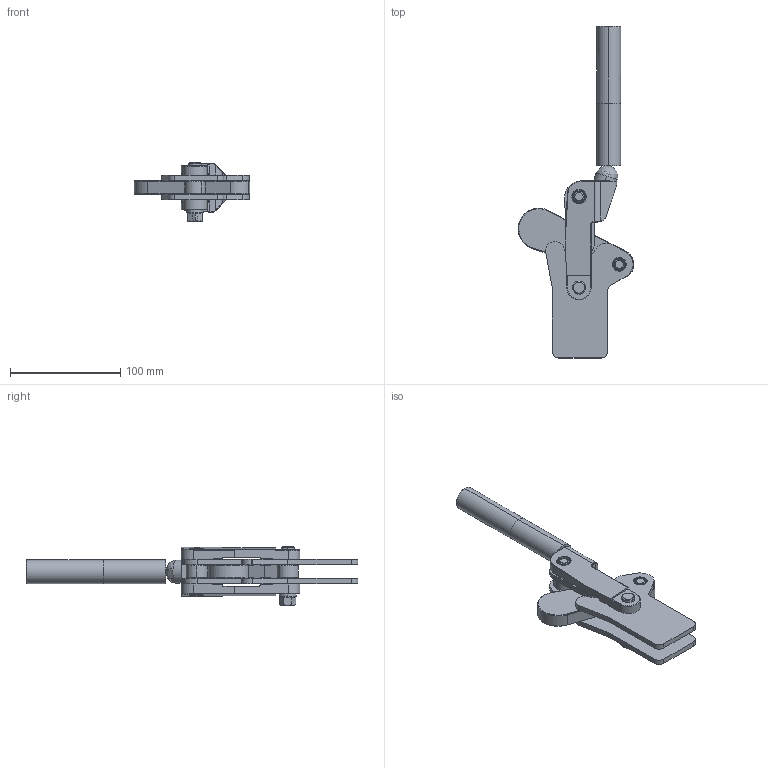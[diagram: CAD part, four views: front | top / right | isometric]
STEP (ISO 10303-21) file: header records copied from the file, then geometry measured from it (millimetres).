
FILE_DESCRIPTION (( 'STEP AP203' ), '1' );
FILE_NAME ('CH-70515.STEP', '2017-12-09T02:05:18', ( 'Windows' ), ( 'Microsoft' ), 'SwSTEP 2.0', 'SolidWorks 2015', '' );
FILE_SCHEMA (( 'CONFIG_CONTROL_DESIGN' ));
Length unit declared in the file: millimetre
Products named in the file (13): CH-70515; 70510-09; 70510-10; 70510-05; 70510-12; 70510-08; 70515-02; 70510-11; 70510-03; 70510-13; 70510-04; 3-8-16; 70510-07
Assembly tree (21 placements, depth 2):
  CH-70515
    70515-02
    70510-03
    70510-04  x2
    70510-07  x2
    70510-09  x6
    70510-10  x2
    70510-05
    70510-12  x2
    70510-08
    70510-11
    70510-13
    3-8-16
Bounding box: 105.05 x 301.55 x 53.8 mm (x, y, z)
Volume: 207428.1 mm3; surface area: 90674.5 mm2
Topology: 23 solids, 23 shells, 2369 faces, 5826 edges, 3781 vertices
Faces by surface type: plane 1596, cylinder 623, cone 123, bspline 25, torus 2
Entity records: 58021 total; most frequent: CARTESIAN_POINT 12757, DIRECTION 9430, ORIENTED_EDGE 8876, EDGE_CURVE 4438, AXIS2_PLACEMENT_3D 3345, VERTEX_POINT 2873, VECTOR 2740, LINE 2740
